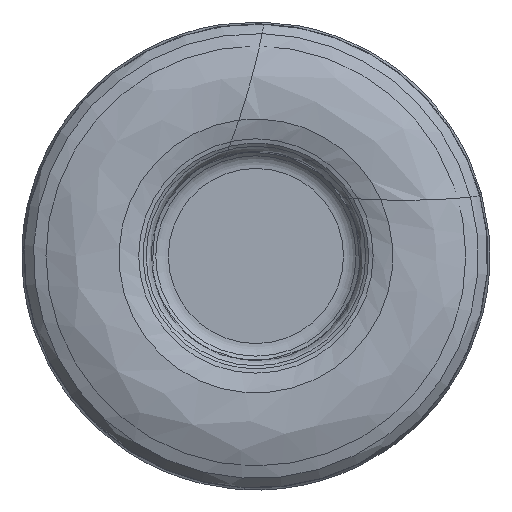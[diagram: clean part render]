
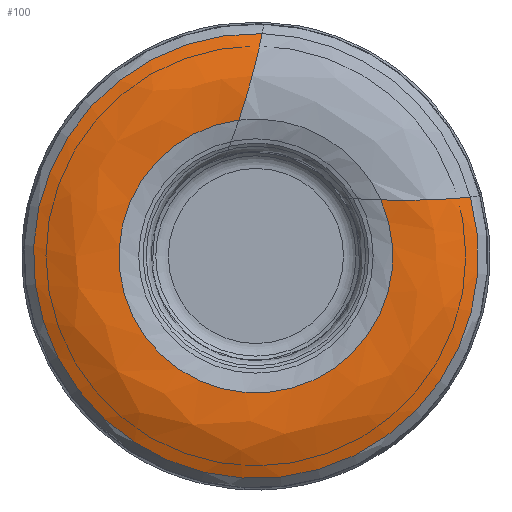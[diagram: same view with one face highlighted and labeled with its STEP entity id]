
A CAD part, left-side view. The second image highlights one B-rep face of the part: STEP entity #100.
In plain terms, the highlighted free-form (B-spline) face has degree [3, 3] with [4, 7] control points.
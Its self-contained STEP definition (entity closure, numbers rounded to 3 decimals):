
#100=ADVANCED_FACE('',(#164),#140,.F.);
#140=(
BOUNDED_SURFACE()
B_SPLINE_SURFACE(3,3,((#871,#872,#873,#874,#875,#876,#877),(#878,#879,#880,
#881,#882,#883,#884),(#885,#886,#887,#888,#889,#890,#891),(#892,#893,#894,
#895,#896,#897,#898)),.UNSPECIFIED.,.F.,.F.,.F.)
B_SPLINE_SURFACE_WITH_KNOTS((4,4),(4,3,4),(0.,1.),(0.,0.5,1.),
 .UNSPECIFIED.)
GEOMETRIC_REPRESENTATION_ITEM()
RATIONAL_B_SPLINE_SURFACE(((1.,0.542,0.542,1.,0.542,
0.542,1.),(0.96,0.521,0.521,
0.96,0.521,0.521,0.96),
(0.96,0.521,0.521,0.96,
0.521,0.521,0.96),(1.,0.542,
0.542,1.,0.542,0.542,1.)))
REPRESENTATION_ITEM('')
SURFACE()
);
#164=FACE_OUTER_BOUND('',#190,.T.);
#190=EDGE_LOOP('',(#315,#316,#317,#318));
#247=CIRCLE('',#543,6.142);
#250=CIRCLE('',#546,9.978);
#251=CIRCLE('',#547,6.);
#252=CIRCLE('',#548,6.);
#315=ORIENTED_EDGE('',*,*,#476,.F.);
#316=ORIENTED_EDGE('',*,*,#477,.T.);
#317=ORIENTED_EDGE('',*,*,#473,.T.);
#318=ORIENTED_EDGE('',*,*,#478,.T.);
#431=VERTEX_POINT('',#834);
#432=VERTEX_POINT('',#835);
#433=VERTEX_POINT('',#867);
#434=VERTEX_POINT('',#868);
#473=EDGE_CURVE('',#431,#432,#247,.T.);
#476=EDGE_CURVE('',#433,#434,#250,.T.);
#477=EDGE_CURVE('',#433,#431,#251,.T.);
#478=EDGE_CURVE('',#432,#434,#252,.T.);
#543=AXIS2_PLACEMENT_3D('',#833,#629,#630);
#546=AXIS2_PLACEMENT_3D('',#866,#635,#636);
#547=AXIS2_PLACEMENT_3D('',#869,#637,#638);
#548=AXIS2_PLACEMENT_3D('',#870,#639,#640);
#629=DIRECTION('',(1.,0.,0.));
#630=DIRECTION('',(0.,-0.912,0.409));
#635=DIRECTION('',(1.,0.,0.));
#636=DIRECTION('',(0.,-0.964,0.265));
#637=DIRECTION('',(0.174,0.,-0.985));
#638=DIRECTION('',(0.985,0.,0.174));
#639=DIRECTION('',(-0.174,0.942,0.287));
#640=DIRECTION('',(0.985,0.166,0.051));
#833=CARTESIAN_POINT('',(0.084,0.,0.));
#834=CARTESIAN_POINT('',(0.084,-5.603,2.515));
#835=CARTESIAN_POINT('',(0.084,0.77,6.093));
#866=CARTESIAN_POINT('',(0.797,0.,0.));
#867=CARTESIAN_POINT('',(0.797,-9.623,2.641));
#868=CARTESIAN_POINT('',(0.797,-0.283,9.974));
#869=CARTESIAN_POINT('',(5.909,-6.613,3.542));
#870=CARTESIAN_POINT('',(5.909,1.457,7.359));
#871=CARTESIAN_POINT('',(0.084,-5.603,2.515));
#872=CARTESIAN_POINT('',(0.084,-8.54,-4.028));
#873=CARTESIAN_POINT('',(0.084,-3.246,-8.867));
#874=CARTESIAN_POINT('',(0.084,3.007,-5.355));
#875=CARTESIAN_POINT('',(0.084,9.261,-1.844));
#876=CARTESIAN_POINT('',(0.084,7.885,5.195));
#877=CARTESIAN_POINT('',(0.084,0.77,6.093));
#878=CARTESIAN_POINT('',(-0.151,-7.001,2.473));
#879=CARTESIAN_POINT('',(-0.151,-9.889,-5.702));
#880=CARTESIAN_POINT('',(-0.151,-3.031,-11.005));
#881=CARTESIAN_POINT('',(-0.151,4.155,-6.154));
#882=CARTESIAN_POINT('',(-0.151,11.341,-1.302));
#883=CARTESIAN_POINT('',(-0.151,8.984,7.042));
#884=CARTESIAN_POINT('',(-0.151,0.322,7.418));
#885=CARTESIAN_POINT('',(0.097,-8.396,2.517));
#886=CARTESIAN_POINT('',(0.097,-11.335,-7.287));
#887=CARTESIAN_POINT('',(0.097,-2.945,-13.15));
#888=CARTESIAN_POINT('',(0.097,5.25,-7.019));
#889=CARTESIAN_POINT('',(0.097,13.446,-0.888));
#890=CARTESIAN_POINT('',(0.097,10.192,8.816));
#891=CARTESIAN_POINT('',(0.097,-0.043,8.765));
#892=CARTESIAN_POINT('',(0.797,-9.623,2.641));
#893=CARTESIAN_POINT('',(0.797,-12.706,-8.596));
#894=CARTESIAN_POINT('',(0.797,-3.001,-15.044));
#895=CARTESIAN_POINT('',(0.797,6.163,-7.848));
#896=CARTESIAN_POINT('',(0.797,15.327,-0.652));
#897=CARTESIAN_POINT('',(0.797,11.364,10.305));
#898=CARTESIAN_POINT('',(0.797,-0.283,9.974));
